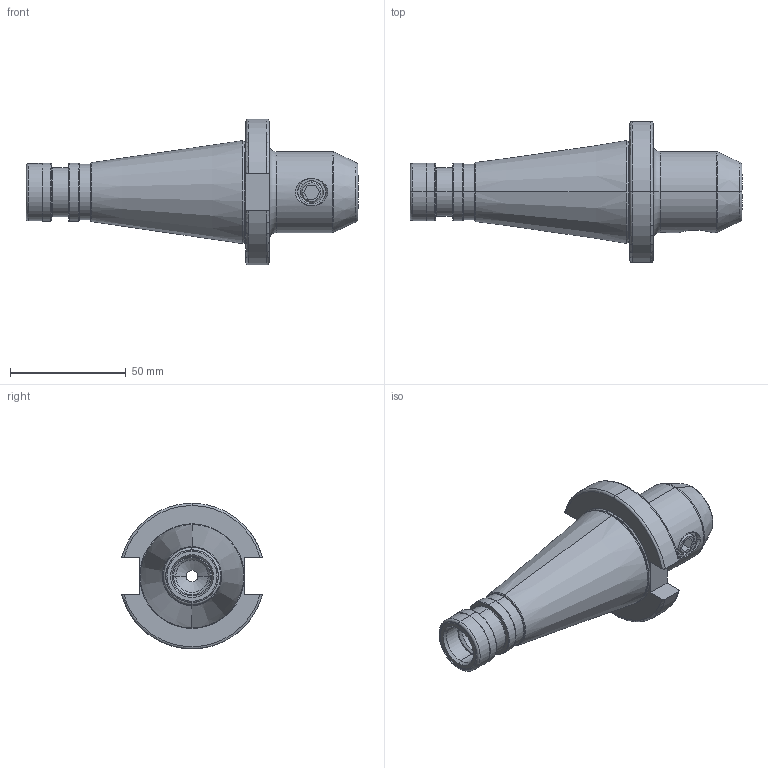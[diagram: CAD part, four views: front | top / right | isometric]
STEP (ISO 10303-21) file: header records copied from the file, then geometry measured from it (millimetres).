
FILE_DESCRIPTION (( 'STEP AP203' ), '1' );
FILE_NAME ('91402-WE 110050.STEP', '2015-05-13T11:37:53', ( '' ), ( '' ), 'SwSTEP 2.0', 'SolidWorks 2009', '' );
FILE_SCHEMA (( 'CONFIG_CONTROL_DESIGN' ));
Length unit declared in the file: millimetre
Products named in the file (4): IS040EM10 050; 91402-WE 110050; GS-M10X12-DIN1835-B; ISO40 CAP
Assembly tree (3 placements, depth 2):
  91402-WE 110050
    IS040EM10 050
    ISO40 CAP
    GS-M10X12-DIN1835-B
Bounding box: 143.4 x 60.91 x 62.88 mm (x, y, z)
Volume: 129536.3 mm3; surface area: 26209.8 mm2
Topology: 3 solids, 3 shells, 130 faces, 279 edges, 165 vertices
Faces by surface type: cylinder 37, torus 36, plane 32, cone 25
Entity records: 4158 total; most frequent: CARTESIAN_POINT 819, DIRECTION 700, ORIENTED_EDGE 558, AXIS2_PLACEMENT_3D 300, EDGE_CURVE 279, VERTEX_POINT 165, CIRCLE 164, EDGE_LOOP 146
